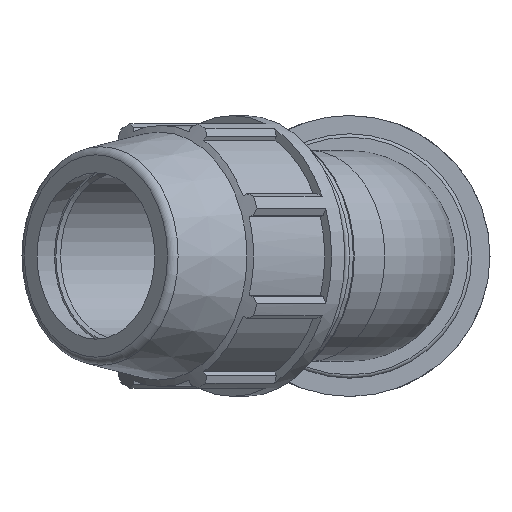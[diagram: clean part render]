
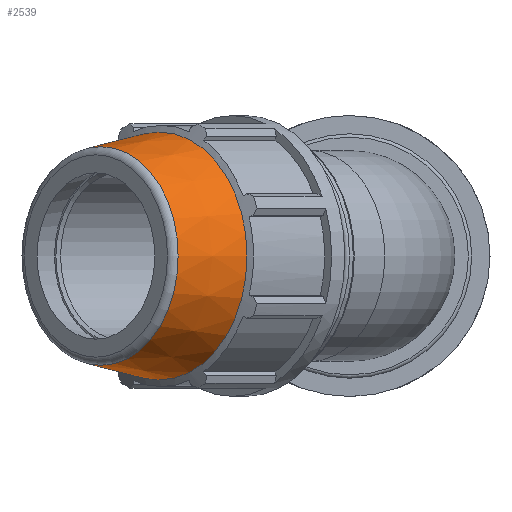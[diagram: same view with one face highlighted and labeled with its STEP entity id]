
A CAD part, left-side view. The second image highlights one B-rep face of the part: STEP entity #2539.
In plain terms, the highlighted conical face has half-angle 10 degrees and reference radius 62.776 mm.
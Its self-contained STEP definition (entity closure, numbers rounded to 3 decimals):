
#20=CONICAL_SURFACE('',#2781,62.776,10.);
#96=FACE_BOUND('',#441,.T.);
#266=FACE_OUTER_BOUND('',#440,.T.);
#440=EDGE_LOOP('',(#2154));
#441=EDGE_LOOP('',(#2155));
#547=CIRCLE('',#2750,67.052);
#558=CIRCLE('',#2779,59.156);
#1161=VERTEX_POINT('',#4166);
#1176=VERTEX_POINT('',#4226);
#1479=EDGE_CURVE('',#1161,#1161,#547,.T.);
#1506=EDGE_CURVE('',#1176,#1176,#558,.T.);
#2154=ORIENTED_EDGE('',*,*,#1479,.T.);
#2155=ORIENTED_EDGE('',*,*,#1506,.F.);
#2539=ADVANCED_FACE('',(#266,#96),#20,.T.);
#2750=AXIS2_PLACEMENT_3D('',#4167,#3373,#3374);
#2779=AXIS2_PLACEMENT_3D('',#4227,#3447,#3448);
#2781=AXIS2_PLACEMENT_3D('',#4230,#3451,#3452);
#3373=DIRECTION('center_axis',(-0.707,0.707,0.));
#3374=DIRECTION('ref_axis',(0.,0.,-1.));
#3447=DIRECTION('center_axis',(-0.707,0.707,0.));
#3448=DIRECTION('ref_axis',(0.707,0.707,0.));
#3451=DIRECTION('center_axis',(0.707,-0.707,0.));
#3452=DIRECTION('ref_axis',(-0.707,-0.707,0.));
#4166=CARTESIAN_POINT('',(-150.297,55.471,0.));
#4167=CARTESIAN_POINT('Origin',(-102.884,102.884,0.));
#4226=CARTESIAN_POINT('',(-176.379,92.72,0.));
#4227=CARTESIAN_POINT('Origin',(-134.549,134.549,0.));
#4230=CARTESIAN_POINT('Origin',(-120.031,120.031,0.));
